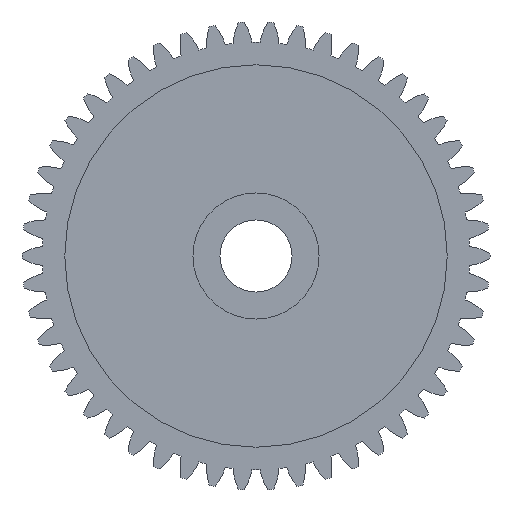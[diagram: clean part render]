
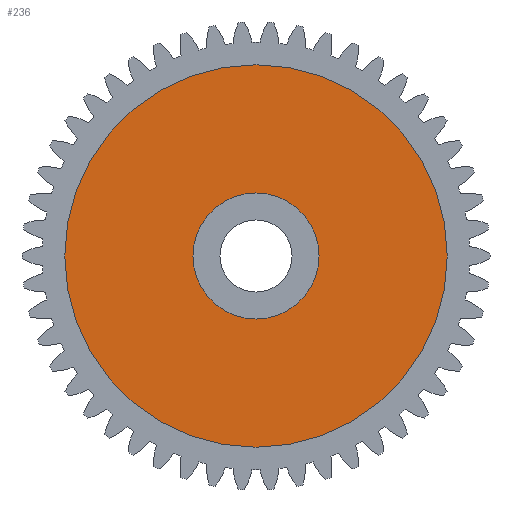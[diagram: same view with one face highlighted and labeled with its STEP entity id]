
A CAD part, left-side view. The second image highlights one B-rep face of the part: STEP entity #236.
In plain terms, the highlighted planar face has unit normal (-1, 0, 0).
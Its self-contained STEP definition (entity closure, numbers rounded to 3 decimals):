
#236 = ADVANCED_FACE( '', ( #615, #616 ), #617, .T. );
#615 = FACE_BOUND( '', #1048, .T. );
#616 = FACE_OUTER_BOUND( '', #1049, .T. );
#617 = PLANE( '', #1050 );
#1048 = EDGE_LOOP( '', ( #2666 ) );
#1049 = EDGE_LOOP( '', ( #2667 ) );
#1050 = AXIS2_PLACEMENT_3D( '', #2668, #2669, #2670 );
#2666 = ORIENTED_EDGE( '', *, *, #3420, .T. );
#2667 = ORIENTED_EDGE( '', *, *, #3613, .F. );
#2668 = CARTESIAN_POINT( '', ( 1.5, 21.25, 0. ) );
#2669 = DIRECTION( '', ( -1., 0., 0. ) );
#2670 = DIRECTION( '', ( 0., 0., 1. ) );
#3420 = EDGE_CURVE( '', #4436, #4436, #4437, .T. );
#3613 = EDGE_CURVE( '', #4630, #4630, #4631, .T. );
#4436 = VERTEX_POINT( '', #5464 );
#4437 = CIRCLE( '', #5465, 7. );
#4630 = VERTEX_POINT( '', #5850 );
#4631 = CIRCLE( '', #5851, 21.25 );
#5464 = CARTESIAN_POINT( '', ( 1.5, 0., -7. ) );
#5465 = AXIS2_PLACEMENT_3D( '', #7082, #7083, #7084 );
#5850 = CARTESIAN_POINT( '', ( 1.5, 0., -21.25 ) );
#5851 = AXIS2_PLACEMENT_3D( '', #7277, #7278, #7279 );
#7082 = CARTESIAN_POINT( '', ( 1.5, 0., 0. ) );
#7083 = DIRECTION( '', ( 1., 0., 0. ) );
#7084 = DIRECTION( '', ( 0., 0., -1. ) );
#7277 = CARTESIAN_POINT( '', ( 1.5, 0., 0. ) );
#7278 = DIRECTION( '', ( 1., 0., 0. ) );
#7279 = DIRECTION( '', ( 0., 0., -1. ) );
